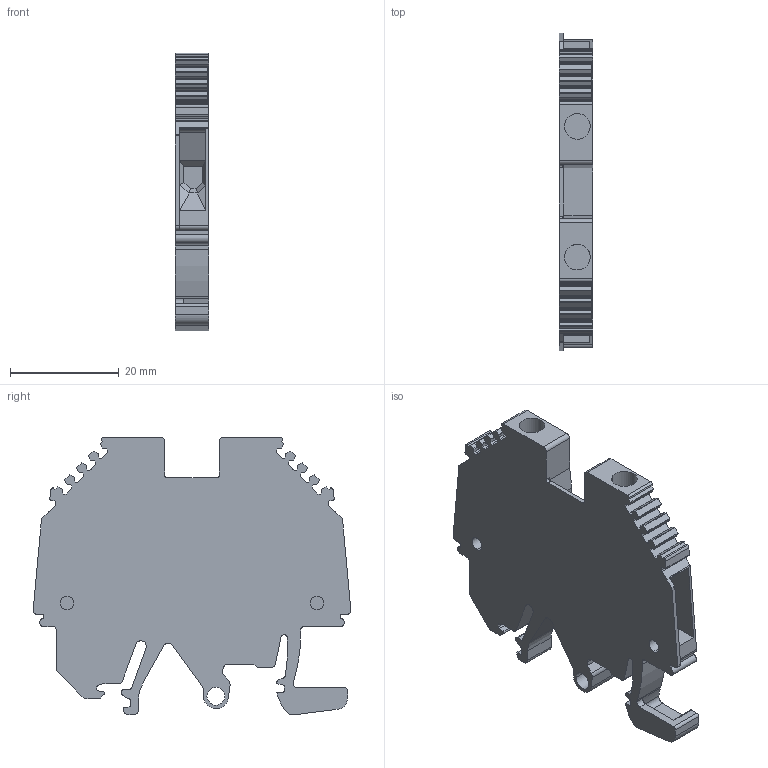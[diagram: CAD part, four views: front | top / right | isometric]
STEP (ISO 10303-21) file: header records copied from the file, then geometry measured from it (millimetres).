
FILE_DESCRIPTION(('CATIA V5R20 STEP214'),'2;1');
FILE_NAME ('5888641_2', '2014-07-04T09:48:53+00:00', ('Weidmueller Interface'), ('Weidmueller'), 'CATIA Version 5 Release 20 SP 5 (IN-10)', 'CATIA V5 STEP AP214', 'none');
FILE_SCHEMA(('AUTOMOTIVE_DESIGN { 1 0 10303 214 1 1 1 1 }'));
Length unit declared in the file: millimetre
Products named in the file (1): WDU_4_SL_EN_S3D
Bounding box: 6.1 x 58.41 x 51.1 mm (x, y, z)
Volume: 10869.2 mm3; surface area: 7438.8 mm2
Topology: 1 solids, 1 shells, 340 faces, 1064 edges, 732 vertices
Faces by surface type: plane 222, cylinder 100, extrusion 18
Entity records: 14049 total; most frequent: CARTESIAN_POINT 2553, ORIENTED_EDGE 2128, DIRECTION 1519, EDGE_CURVE 1064, VECTOR 762, LINE 744, VERTEX_POINT 732, AXIS2_PLACEMENT_3D 473
